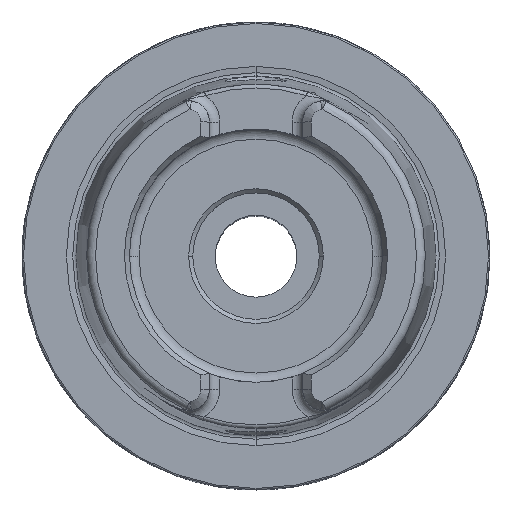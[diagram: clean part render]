
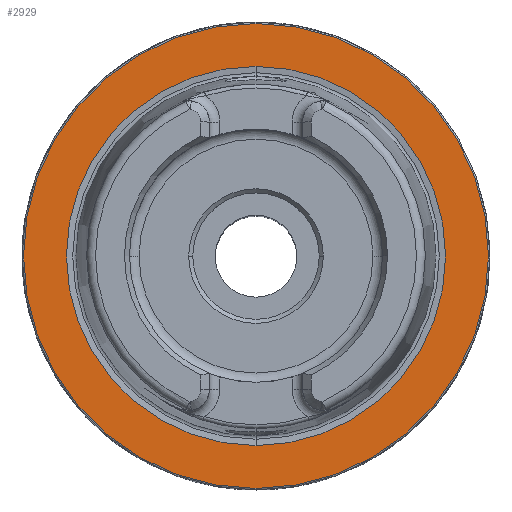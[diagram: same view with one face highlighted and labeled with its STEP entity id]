
A CAD part, top view. The second image highlights one B-rep face of the part: STEP entity #2929.
In plain terms, the highlighted planar face has unit normal (0, 0, 1).
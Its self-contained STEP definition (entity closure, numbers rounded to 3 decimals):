
#578 = ORIENTED_EDGE ( 'NONE', *, *, #2734, .T. ) ;
#642 = CARTESIAN_POINT ( 'NONE',  ( 0., 0., 0. ) ) ;
#1023 = CARTESIAN_POINT ( 'NONE',  ( 0., -25.5, 0. ) ) ;
#1104 = CIRCLE ( 'NONE', #2222, 25.5 ) ;
#1567 = DIRECTION ( 'NONE',  ( 0., 1., 0. ) ) ;
#1712 = PLANE ( 'NONE',  #4476 ) ;
#1833 = FACE_OUTER_BOUND ( 'NONE', #2303, .T. ) ;
#1900 = EDGE_LOOP ( 'NONE', ( #3656, #578 ) ) ;
#2126 = FACE_BOUND ( 'NONE', #1900, .T. ) ;
#2222 = AXIS2_PLACEMENT_3D ( 'NONE', #10185, #10224, #10255 ) ;
#2302 = EDGE_CURVE ( 'NONE', #6788, #6647, #2566, .T. ) ;
#2303 = EDGE_LOOP ( 'NONE', ( #9586, #7067 ) ) ;
#2566 = CIRCLE ( 'NONE', #3714, 31.27 ) ;
#2734 = EDGE_CURVE ( 'NONE', #8476, #11440, #1104, .T. ) ;
#2929 = ADVANCED_FACE ( 'NONE', ( #1833, #2126 ), #1712, .T. ) ;
#3377 = CARTESIAN_POINT ( 'NONE',  ( 0., 0., 0. ) ) ;
#3405 = DIRECTION ( 'NONE',  ( 0., 0., 1. ) ) ;
#3421 = DIRECTION ( 'NONE',  ( 0., -1., 0. ) ) ;
#3656 = ORIENTED_EDGE ( 'NONE', *, *, #8110, .T. ) ;
#3714 = AXIS2_PLACEMENT_3D ( 'NONE', #3377, #3405, #3421 ) ;
#3890 = EDGE_CURVE ( 'NONE', #6647, #6788, #10377, .T. ) ;
#4476 = AXIS2_PLACEMENT_3D ( 'NONE', #4800, #8816, #5308 ) ;
#4800 = CARTESIAN_POINT ( 'NONE',  ( 0., 31.47, 0. ) ) ;
#5163 = AXIS2_PLACEMENT_3D ( 'NONE', #5262, #5281, #5343 ) ;
#5252 = CARTESIAN_POINT ( 'NONE',  ( 0., 25.5, 0. ) ) ;
#5262 = CARTESIAN_POINT ( 'NONE',  ( 0., 0., 0. ) ) ;
#5281 = DIRECTION ( 'NONE',  ( 0., 0., 1. ) ) ;
#5308 = DIRECTION ( 'NONE',  ( 0., -1., 0. ) ) ;
#5343 = DIRECTION ( 'NONE',  ( 0., -1., 0. ) ) ;
#6647 = VERTEX_POINT ( 'NONE', #10723 ) ;
#6788 = VERTEX_POINT ( 'NONE', #8323 ) ;
#7067 = ORIENTED_EDGE ( 'NONE', *, *, #3890, .T. ) ;
#7243 = DIRECTION ( 'NONE',  ( 0., 0., -1. ) ) ;
#8110 = EDGE_CURVE ( 'NONE', #11440, #8476, #11874, .T. ) ;
#8323 = CARTESIAN_POINT ( 'NONE',  ( 0., -31.27, 0. ) ) ;
#8476 = VERTEX_POINT ( 'NONE', #5252 ) ;
#8636 = AXIS2_PLACEMENT_3D ( 'NONE', #642, #7243, #1567 ) ;
#8816 = DIRECTION ( 'NONE',  ( 0., 0., 1. ) ) ;
#9586 = ORIENTED_EDGE ( 'NONE', *, *, #2302, .T. ) ;
#10185 = CARTESIAN_POINT ( 'NONE',  ( 0., 0., 0. ) ) ;
#10224 = DIRECTION ( 'NONE',  ( 0., 0., -1. ) ) ;
#10255 = DIRECTION ( 'NONE',  ( 0., 1., 0. ) ) ;
#10377 = CIRCLE ( 'NONE', #5163, 31.27 ) ;
#10723 = CARTESIAN_POINT ( 'NONE',  ( 0., 31.27, 0. ) ) ;
#11440 = VERTEX_POINT ( 'NONE', #1023 ) ;
#11874 = CIRCLE ( 'NONE', #8636, 25.5 ) ;
